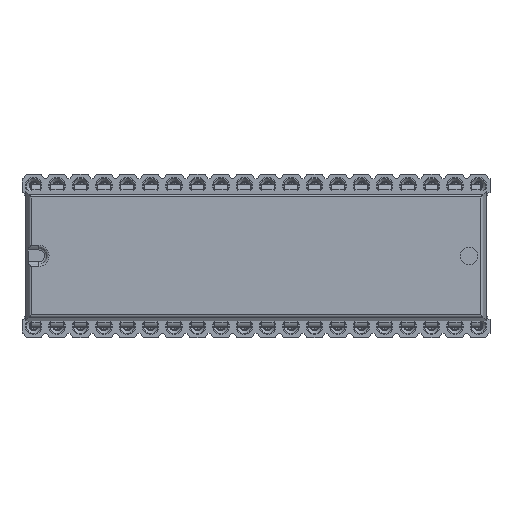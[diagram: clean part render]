
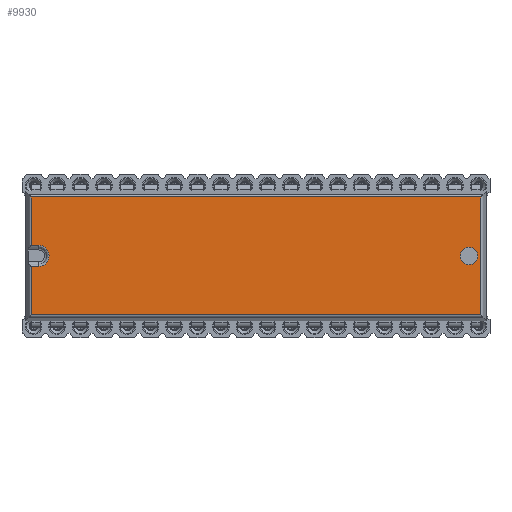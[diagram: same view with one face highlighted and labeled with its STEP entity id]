
A CAD part, top view. The second image highlights one B-rep face of the part: STEP entity #9930.
In plain terms, the highlighted planar face has unit normal (0, 0, 1).
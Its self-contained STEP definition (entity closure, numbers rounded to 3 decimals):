
#9930=ADVANCED_FACE('',(#23262,#23264),#23266,.T.);
#23262=FACE_BOUND('',#23263,.T.);
#23263=EDGE_LOOP('',(#31737,#31738,#31739,#31740,#31741,#31742,#31743,#31744));
#23264=FACE_BOUND('',#23265,.T.);
#23265=EDGE_LOOP('',(#31745));
#23266=PLANE('',#23267);
#23267=AXIS2_PLACEMENT_3D('',#23268,#23269,#23270);
#23268=CARTESIAN_POINT('',(0.,0.,3.9));
#23269=DIRECTION('',(0.,0.,1.));
#23270=DIRECTION('',(1.,0.,0.));
#31737=ORIENTED_EDGE('',*,*,#37073,.T.);
#31738=ORIENTED_EDGE('',*,*,#37081,.T.);
#31739=ORIENTED_EDGE('',*,*,#37079,.T.);
#31740=ORIENTED_EDGE('',*,*,#37078,.T.);
#31741=ORIENTED_EDGE('',*,*,#37064,.T.);
#31742=ORIENTED_EDGE('',*,*,#37062,.T.);
#31743=ORIENTED_EDGE('',*,*,#37060,.T.);
#31744=ORIENTED_EDGE('',*,*,#37076,.T.);
#31745=ORIENTED_EDGE('',*,*,#37082,.T.);
#37060=EDGE_CURVE('',#42067,#42065,#42068,.T.);
#37062=EDGE_CURVE('',#42070,#42067,#42071,.T.);
#37064=EDGE_CURVE('',#42073,#42070,#42074,.T.);
#37073=EDGE_CURVE('',#42087,#42088,#42089,.F.);
#37076=EDGE_CURVE('',#42065,#42087,#42092,.T.);
#37078=EDGE_CURVE('',#42093,#42073,#42095,.T.);
#37079=EDGE_CURVE('',#42096,#42093,#42097,.F.);
#37081=EDGE_CURVE('',#42088,#42096,#42099,.F.);
#37082=EDGE_CURVE('',#42100,#42100,#42101,.F.);
#42065=VERTEX_POINT('',#55881);
#42067=VERTEX_POINT('',#55886);
#42068=LINE('',#55887,#55888);
#42070=VERTEX_POINT('',#55894);
#42071=LINE('',#55895,#55896);
#42073=VERTEX_POINT('',#55902);
#42074=LINE('',#55903,#55904);
#42087=VERTEX_POINT('',#55938);
#42088=VERTEX_POINT('',#55939);
#42089=LINE('',#55940,#55941);
#42092=LINE('',#55951,#55952);
#42093=VERTEX_POINT('',#55954);
#42095=LINE('',#55959,#55960);
#42096=VERTEX_POINT('',#55962);
#42097=LINE('',#55963,#55964);
#42099=CIRCLE('',#55970,1.15);
#42100=VERTEX_POINT('',#55974);
#42101=CIRCLE('',#55975,0.95);
#55881=CARTESIAN_POINT('',(-0.251,14.016,3.9));
#55886=CARTESIAN_POINT('',(48.511,14.016,3.9));
#55887=CARTESIAN_POINT('',(48.511,14.016,3.9));
#55888=VECTOR('',#55889,1.);
#55889=DIRECTION('',(-1.,0.,0.));
#55894=CARTESIAN_POINT('',(48.511,1.224,3.9));
#55895=CARTESIAN_POINT('',(48.511,1.224,3.9));
#55896=VECTOR('',#55897,1.);
#55897=DIRECTION('',(0.,1.,0.));
#55902=CARTESIAN_POINT('',(-0.251,1.224,3.9));
#55903=CARTESIAN_POINT('',(-0.251,1.224,3.9));
#55904=VECTOR('',#55905,1.);
#55905=DIRECTION('',(1.,0.,0.));
#55938=CARTESIAN_POINT('',(-0.251,8.77,3.9));
#55939=CARTESIAN_POINT('',(0.515,8.77,3.9));
#55940=CARTESIAN_POINT('',(0.515,8.77,3.9));
#55941=VECTOR('',#55942,1.);
#55942=DIRECTION('',(-1.,0.,0.));
#55951=CARTESIAN_POINT('',(-0.251,14.016,3.9));
#55952=VECTOR('',#55953,1.);
#55953=DIRECTION('',(0.,-1.,0.));
#55954=CARTESIAN_POINT('',(-0.251,6.47,3.9));
#55959=CARTESIAN_POINT('',(-0.251,6.47,3.9));
#55960=VECTOR('',#55961,1.);
#55961=DIRECTION('',(0.,-1.,0.));
#55962=CARTESIAN_POINT('',(0.515,6.47,3.9));
#55963=CARTESIAN_POINT('',(-0.251,6.47,3.9));
#55964=VECTOR('',#55965,1.);
#55965=DIRECTION('',(1.,0.,0.));
#55970=AXIS2_PLACEMENT_3D('',#55971,#55972,#55973);
#55971=CARTESIAN_POINT('',(0.515,7.62,3.9));
#55972=DIRECTION('',(-0.,0.,1.));
#55973=DIRECTION('',(0.,-1.,0.));
#55974=CARTESIAN_POINT('',(48.21,7.62,3.9));
#55975=AXIS2_PLACEMENT_3D('',#55976,#55977,#55978);
#55976=CARTESIAN_POINT('',(47.26,7.62,3.9));
#55977=DIRECTION('',(0.,0.,1.));
#55978=DIRECTION('',(1.,0.,0.));
